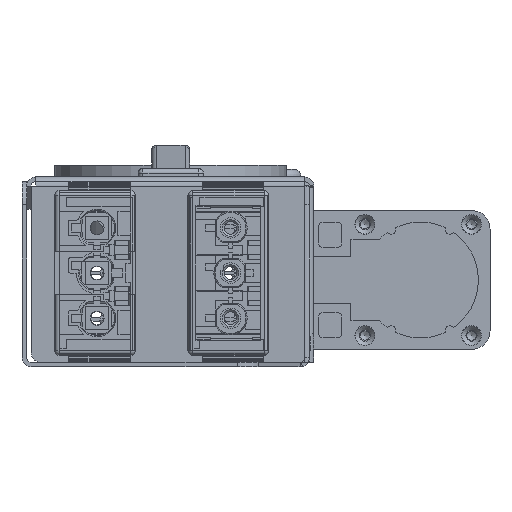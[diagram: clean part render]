
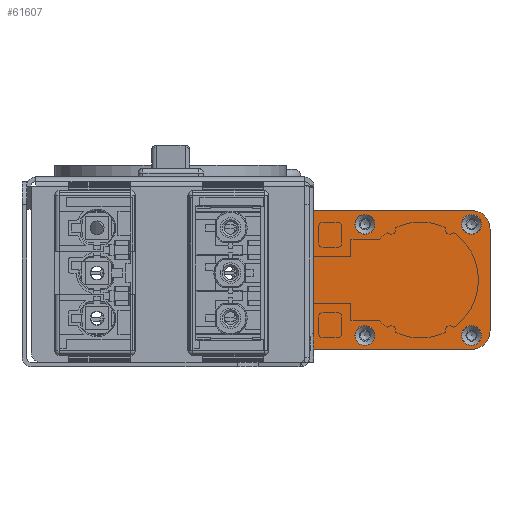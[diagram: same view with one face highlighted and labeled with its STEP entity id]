
A CAD part, left-side view. The second image highlights one B-rep face of the part: STEP entity #61607.
In plain terms, the highlighted planar face has unit normal (-1, 0, 0).
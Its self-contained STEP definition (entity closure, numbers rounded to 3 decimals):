
#439=FACE_BOUND('',#6360,.T.);
#440=FACE_BOUND('',#6361,.T.);
#441=FACE_BOUND('',#6362,.T.);
#442=FACE_BOUND('',#6363,.T.);
#443=FACE_BOUND('',#6364,.T.);
#960=CIRCLE('',#64933,2.15);
#961=CIRCLE('',#64935,2.15);
#962=CIRCLE('',#64937,2.15);
#963=CIRCLE('',#64939,2.15);
#1018=CIRCLE('',#65050,4.);
#1019=CIRCLE('',#65051,4.);
#6360=EDGE_LOOP('',(#39263));
#6361=EDGE_LOOP('',(#39264));
#6362=EDGE_LOOP('',(#39265));
#6363=EDGE_LOOP('',(#39266));
#6364=EDGE_LOOP('',(#39267,#39268,#39269,#39270,#39271,#39272,#39273,#39274,
#39275,#39276,#39277,#39278,#39279,#39280,#39281));
#9968=LINE('',#86442,#17081);
#9972=LINE('',#86450,#17085);
#10035=LINE('',#86734,#17148);
#10038=LINE('',#86739,#17151);
#10039=LINE('',#86741,#17152);
#10040=LINE('',#86743,#17153);
#10041=LINE('',#86745,#17154);
#10042=LINE('',#86749,#17155);
#10043=LINE('',#86753,#17156);
#10044=LINE('',#86755,#17157);
#10045=LINE('',#86757,#17158);
#10046=LINE('',#86759,#17159);
#10047=LINE('',#86760,#17160);
#17081=VECTOR('',#70020,10.);
#17085=VECTOR('',#70026,1.2);
#17148=VECTOR('',#70301,1.2);
#17151=VECTOR('',#70306,7.5);
#17152=VECTOR('',#70307,1.2);
#17153=VECTOR('',#70308,2.5);
#17154=VECTOR('',#70309,34.8);
#17155=VECTOR('',#70312,22.);
#17156=VECTOR('',#70315,34.8);
#17157=VECTOR('',#70316,2.5);
#17158=VECTOR('',#70317,0.2);
#17159=VECTOR('',#70318,1.);
#17160=VECTOR('',#70319,7.5);
#24235=VERTEX_POINT('',#86416);
#24236=VERTEX_POINT('',#86419);
#24237=VERTEX_POINT('',#86422);
#24238=VERTEX_POINT('',#86425);
#24243=VERTEX_POINT('',#86438);
#24244=VERTEX_POINT('',#86440);
#24247=VERTEX_POINT('',#86448);
#24328=VERTEX_POINT('',#86733);
#24329=VERTEX_POINT('',#86738);
#24330=VERTEX_POINT('',#86740);
#24331=VERTEX_POINT('',#86742);
#24332=VERTEX_POINT('',#86744);
#24333=VERTEX_POINT('',#86746);
#24334=VERTEX_POINT('',#86748);
#24335=VERTEX_POINT('',#86750);
#24336=VERTEX_POINT('',#86752);
#24337=VERTEX_POINT('',#86754);
#24338=VERTEX_POINT('',#86756);
#24339=VERTEX_POINT('',#86758);
#29992=EDGE_CURVE('',#24235,#24235,#960,.T.);
#29993=EDGE_CURVE('',#24236,#24236,#961,.T.);
#29994=EDGE_CURVE('',#24237,#24237,#962,.T.);
#29995=EDGE_CURVE('',#24238,#24238,#963,.T.);
#30003=EDGE_CURVE('',#24243,#24244,#9968,.T.);
#30007=EDGE_CURVE('',#24244,#24247,#9972,.T.);
#30125=EDGE_CURVE('',#24328,#24243,#10035,.T.);
#30128=EDGE_CURVE('',#24329,#24247,#10038,.T.);
#30129=EDGE_CURVE('',#24329,#24330,#10039,.T.);
#30130=EDGE_CURVE('',#24330,#24331,#10040,.T.);
#30131=EDGE_CURVE('',#24331,#24332,#10041,.T.);
#30132=EDGE_CURVE('',#24333,#24332,#1018,.T.);
#30133=EDGE_CURVE('',#24334,#24333,#10042,.T.);
#30134=EDGE_CURVE('',#24335,#24334,#1019,.T.);
#30135=EDGE_CURVE('',#24336,#24335,#10043,.T.);
#30136=EDGE_CURVE('',#24336,#24337,#10044,.T.);
#30137=EDGE_CURVE('',#24337,#24338,#10045,.T.);
#30138=EDGE_CURVE('',#24339,#24338,#10046,.T.);
#30139=EDGE_CURVE('',#24328,#24339,#10047,.T.);
#39263=ORIENTED_EDGE('',*,*,#29992,.T.);
#39264=ORIENTED_EDGE('',*,*,#29993,.T.);
#39265=ORIENTED_EDGE('',*,*,#29994,.T.);
#39266=ORIENTED_EDGE('',*,*,#29995,.T.);
#39267=ORIENTED_EDGE('',*,*,#30007,.T.);
#39268=ORIENTED_EDGE('',*,*,#30128,.F.);
#39269=ORIENTED_EDGE('',*,*,#30129,.T.);
#39270=ORIENTED_EDGE('',*,*,#30130,.T.);
#39271=ORIENTED_EDGE('',*,*,#30131,.T.);
#39272=ORIENTED_EDGE('',*,*,#30132,.F.);
#39273=ORIENTED_EDGE('',*,*,#30133,.F.);
#39274=ORIENTED_EDGE('',*,*,#30134,.F.);
#39275=ORIENTED_EDGE('',*,*,#30135,.F.);
#39276=ORIENTED_EDGE('',*,*,#30136,.T.);
#39277=ORIENTED_EDGE('',*,*,#30137,.T.);
#39278=ORIENTED_EDGE('',*,*,#30138,.F.);
#39279=ORIENTED_EDGE('',*,*,#30139,.F.);
#39280=ORIENTED_EDGE('',*,*,#30125,.T.);
#39281=ORIENTED_EDGE('',*,*,#30003,.T.);
#55926=PLANE('',#65049);
#61607=ADVANCED_FACE('',(#439,#440,#441,#442,#443),#55926,.T.);
#64933=AXIS2_PLACEMENT_3D('',#86417,#69995,#69996);
#64935=AXIS2_PLACEMENT_3D('',#86420,#69999,#70000);
#64937=AXIS2_PLACEMENT_3D('',#86423,#70003,#70004);
#64939=AXIS2_PLACEMENT_3D('',#86426,#70007,#70008);
#65049=AXIS2_PLACEMENT_3D('',#86737,#70304,#70305);
#65050=AXIS2_PLACEMENT_3D('',#86747,#70310,#70311);
#65051=AXIS2_PLACEMENT_3D('',#86751,#70313,#70314);
#69995=DIRECTION('center_axis',(1.,0.,0.));
#69996=DIRECTION('ref_axis',(0.,0.,
-1.));
#69999=DIRECTION('center_axis',(1.,0.,0.));
#70000=DIRECTION('ref_axis',(0.,0.,
-1.));
#70003=DIRECTION('center_axis',(1.,0.,0.));
#70004=DIRECTION('ref_axis',(0.,0.,
-1.));
#70007=DIRECTION('center_axis',(1.,0.,0.));
#70008=DIRECTION('ref_axis',(0.,0.,
-1.));
#70020=DIRECTION('',(0.,0.,-1.));
#70026=DIRECTION('',(0.,1.,0.));
#70301=DIRECTION('',(0.,-1.,0.));
#70304=DIRECTION('center_axis',(-1.,0.,0.));
#70305=DIRECTION('ref_axis',(0.,-1.,0.));
#70306=DIRECTION('',(0.,0.,1.));
#70307=DIRECTION('',(0.,-1.,0.));
#70308=DIRECTION('',(0.,0.,-1.));
#70309=DIRECTION('',(0.,-1.,0.));
#70310=DIRECTION('center_axis',(1.,0.,0.));
#70311=DIRECTION('ref_axis',(0.,-0.707,-0.707));
#70312=DIRECTION('',(0.,0.,-1.));
#70313=DIRECTION('center_axis',(1.,0.,0.));
#70314=DIRECTION('ref_axis',(0.,-0.707,
0.707));
#70315=DIRECTION('',(0.,-1.,0.));
#70316=DIRECTION('',(0.,0.,-1.));
#70317=DIRECTION('',(0.,1.,0.));
#70318=DIRECTION('',(0.,-1.,0.));
#70319=DIRECTION('',(0.,0.,1.));
#86416=CARTESIAN_POINT('',(-305.5,-66.,28.6));
#86417=CARTESIAN_POINT('Origin',(-305.5,-66.,30.75));
#86419=CARTESIAN_POINT('',(-305.5,-66.,4.6));
#86420=CARTESIAN_POINT('Origin',(-305.5,-66.,6.75));
#86422=CARTESIAN_POINT('',(-305.5,-43.,28.6));
#86423=CARTESIAN_POINT('Origin',(-305.5,-43.,30.75));
#86425=CARTESIAN_POINT('',(-305.5,-43.,4.6));
#86426=CARTESIAN_POINT('Origin',(-305.5,-43.,6.75));
#86438=CARTESIAN_POINT('',(-305.5,-31.2,23.75));
#86440=CARTESIAN_POINT('',(-305.5,-31.2,13.75));
#86442=CARTESIAN_POINT('',(-305.5,-31.2,23.75));
#86448=CARTESIAN_POINT('',(-305.5,-30.,13.75));
#86450=CARTESIAN_POINT('',(-305.5,-35.,13.75));
#86733=CARTESIAN_POINT('',(-305.5,-30.,23.75));
#86734=CARTESIAN_POINT('',(-305.5,-35.,23.75));
#86737=CARTESIAN_POINT('Origin',(-305.5,-30.,3.75));
#86738=CARTESIAN_POINT('',(-305.5,-30.,6.25));
#86739=CARTESIAN_POINT('',(-305.5,-30.,3.75));
#86740=CARTESIAN_POINT('',(-305.5,-31.2,6.25));
#86741=CARTESIAN_POINT('',(-305.5,-30.,6.25));
#86742=CARTESIAN_POINT('',(-305.5,-31.2,3.75));
#86743=CARTESIAN_POINT('',(-305.5,-31.2,11.25));
#86744=CARTESIAN_POINT('',(-305.5,-66.,3.75));
#86745=CARTESIAN_POINT('',(-305.5,-30.,3.75));
#86746=CARTESIAN_POINT('',(-305.5,-70.,7.75));
#86747=CARTESIAN_POINT('Origin',(-305.5,-66.,7.75));
#86748=CARTESIAN_POINT('',(-305.5,-70.,29.75));
#86749=CARTESIAN_POINT('',(-305.5,-70.,33.75));
#86750=CARTESIAN_POINT('',(-305.5,-66.,33.75));
#86751=CARTESIAN_POINT('Origin',(-305.5,-66.,29.75));
#86752=CARTESIAN_POINT('',(-305.5,-31.2,33.75));
#86753=CARTESIAN_POINT('',(-305.5,-30.,33.75));
#86754=CARTESIAN_POINT('',(-305.5,-31.2,31.25));
#86755=CARTESIAN_POINT('',(-305.5,-31.2,11.25));
#86756=CARTESIAN_POINT('',(-305.5,-31.,31.25));
#86757=CARTESIAN_POINT('',(-305.5,-30.,31.25));
#86758=CARTESIAN_POINT('',(-305.5,-30.,31.25));
#86759=CARTESIAN_POINT('',(-305.5,-30.5,31.25));
#86760=CARTESIAN_POINT('',(-305.5,-30.,3.75));
